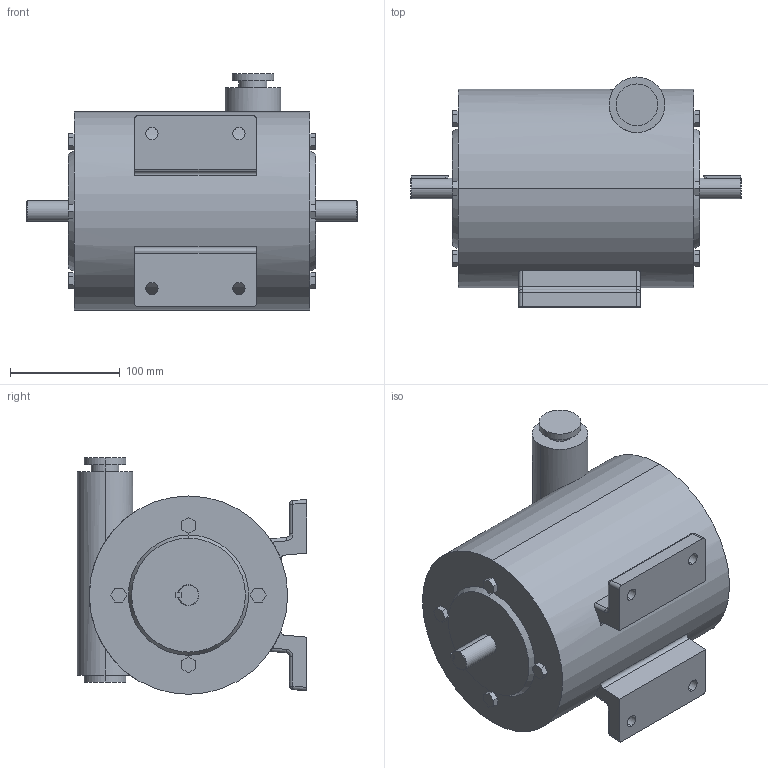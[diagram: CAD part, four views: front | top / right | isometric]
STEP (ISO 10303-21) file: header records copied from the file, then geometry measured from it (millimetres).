
FILE_DESCRIPTION (( 'STEP AP203' ), '1' );
FILE_NAME ('DD5ALS.step', '2011-08-15T12:17:34', ( '' ), ( '' ), 'SwSTEP 2.0', 'SolidWorks 2010', '' );
FILE_SCHEMA (( 'CONFIG_CONTROL_DESIGN' ));
Length unit declared in the file: inch
Products named in the file (1): DD5ALS
Bounding box: 301.62 x 209.55 x 215.9 mm (x, y, z)
Volume: 6092729.5 mm3; surface area: 230434.3 mm2
Topology: 1 solids, 1 shells, 157 faces, 383 edges, 242 vertices
Faces by surface type: plane 95, cylinder 44, cone 10, sphere 4, torus 4
Entity records: 4918 total; most frequent: CARTESIAN_POINT 1108, DIRECTION 775, ORIENTED_EDGE 758, EDGE_CURVE 379, VECTOR 261, LINE 261, AXIS2_PLACEMENT_3D 257, VERTEX_POINT 242
